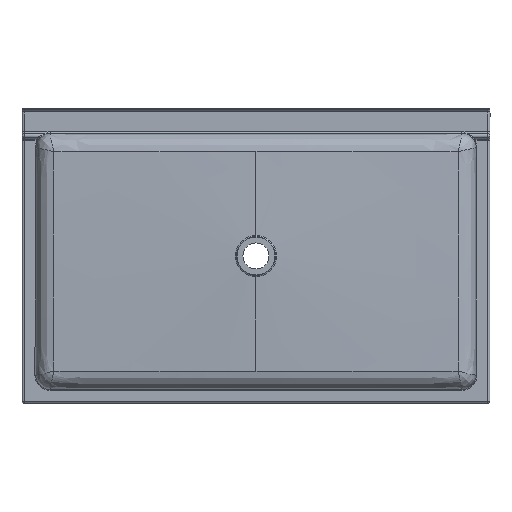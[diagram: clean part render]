
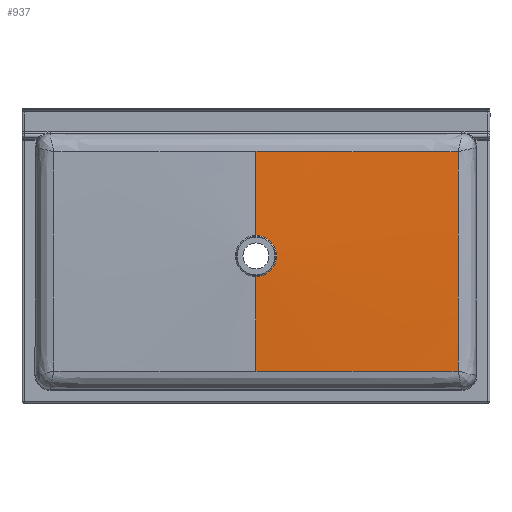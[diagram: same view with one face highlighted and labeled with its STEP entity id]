
A CAD part, front view. The second image highlights one B-rep face of the part: STEP entity #937.
In plain terms, the highlighted conical face has half-angle 88 degrees and reference radius 59.674 mm.
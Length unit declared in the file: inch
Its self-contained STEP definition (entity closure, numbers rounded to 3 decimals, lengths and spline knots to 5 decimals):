
#25 = CARTESIAN_POINT ( 'NONE',  ( 6.80224, -3.66428, 12.06467 ) ) ;
#88 = VERTEX_POINT ( 'NONE', #3160 ) ;
#119 = ORIENTED_EDGE ( 'NONE', *, *, #7460, .T. ) ;
#199 = CARTESIAN_POINT ( 'NONE',  ( 0., -3.68168, -13.32416 ) ) ;
#492 = CARTESIAN_POINT ( 'NONE',  ( 0., -4.06492, 2.34936 ) ) ;
#615 = CARTESIAN_POINT ( 'NONE',  ( 10.68828, -3.58488, 12.05545 ) ) ;
#666 = B_SPLINE_CURVE_WITH_KNOTS ( 'NONE', 3,
 ( #4184, #6590, #1207, #3592, #5998, #615, #3004, #5410, #25, #2417, #4817, #7216, #1829, #4220 ),
 .UNSPECIFIED., .F., .F.,
 ( 4, 2, 2, 2, 2, 2, 4 ),
 ( 0., 0.14809, 0.29618, 0.37022, 0.44427, 0.51831, 0.59236 ),
 .UNSPECIFIED. ) ;
#678 = B_SPLINE_CURVE_WITH_KNOTS ( 'NONE', 3,
 ( #7760, #2368, #4766, #7170, #1779, #4172, #6578, #1196, #3581, #5987 ),
 .UNSPECIFIED., .F., .F.,
 ( 4, 2, 2, 2, 4 ),
 ( 0., 0.16079, 0.32159, 0.48238, 0.64318 ),
 .UNSPECIFIED. ) ;
#794 = DIRECTION ( 'NONE',  ( 0., 0., 1. ) ) ;
#827 = CARTESIAN_POINT ( 'NONE',  ( 21.37196, -3.26877, -13.28903 ) ) ;
#937 = ADVANCED_FACE ( 'NONE', ( #1382 ), #5067, .T. ) ;
#1196 = CARTESIAN_POINT ( 'NONE',  ( 23.32053, -3.29108, 7.81409 ) ) ;
#1207 = CARTESIAN_POINT ( 'NONE',  ( 19.43069, -3.34968, 12.03888 ) ) ;
#1360 = CIRCLE ( 'NONE', #5762, 2.37809 ) ;
#1382 = FACE_OUTER_BOUND ( 'NONE', #1918, .T. ) ;
#1410 = VERTEX_POINT ( 'NONE', #3798 ) ;
#1418 = CARTESIAN_POINT ( 'NONE',  ( 13.60151, -3.48458, -13.30173 ) ) ;
#1450 = DIRECTION ( 'NONE',  ( 0., 0., -1. ) ) ;
#1700 = AXIS2_PLACEMENT_3D ( 'NONE', #3770, #6176, #794 ) ;
#1779 = CARTESIAN_POINT ( 'NONE',  ( 23.32395, -3.3302, -2.73651 ) ) ;
#1829 = CARTESIAN_POINT ( 'NONE',  ( 0.97194, -3.72533, 12.07416 ) ) ;
#1855 = ORIENTED_EDGE ( 'NONE', *, *, #6163, .F. ) ;
#1863 = ORIENTED_EDGE ( 'NONE', *, *, #7234, .T. ) ;
#1918 = EDGE_LOOP ( 'NONE', ( #4556, #2930, #1863, #119, #3768, #1855 ) ) ;
#1998 = CARTESIAN_POINT ( 'NONE',  ( 4.85834, -3.65283, -13.31976 ) ) ;
#2062 = CARTESIAN_POINT ( 'NONE',  ( 0., -4.06492, -2.34936 ) ) ;
#2319 = CARTESIAN_POINT ( 'NONE',  ( 0., -3.72533, 12.07416 ) ) ;
#2368 = CARTESIAN_POINT ( 'NONE',  ( 23.31694, -3.24628, -11.17682 ) ) ;
#2417 = CARTESIAN_POINT ( 'NONE',  ( 4.859, -3.69367, 12.06888 ) ) ;
#2418 = EDGE_CURVE ( 'NONE', #5537, #88, #1360, .T. ) ;
#2589 = CARTESIAN_POINT ( 'NONE',  ( 0.97173, -3.68168, -13.32416 ) ) ;
#2828 = VERTEX_POINT ( 'NONE', #2319 ) ;
#2882 = DIRECTION ( 'NONE',  ( 0., 0.035, 0.999 ) ) ;
#2930 = ORIENTED_EDGE ( 'NONE', *, *, #7722, .T. ) ;
#2976 = CARTESIAN_POINT ( 'NONE',  ( 0., -4.06392, -2.37809 ) ) ;
#3004 = CARTESIAN_POINT ( 'NONE',  ( 9.71682, -3.60689, 12.05774 ) ) ;
#3160 = CARTESIAN_POINT ( 'NONE',  ( 0., -4.06392, 2.37809 ) ) ;
#3214 = CARTESIAN_POINT ( 'NONE',  ( 23.31443, -3.20988, -13.28672 ) ) ;
#3556 = CARTESIAN_POINT ( 'NONE',  ( 23.31443, -3.20988, -13.28672 ) ) ;
#3581 = CARTESIAN_POINT ( 'NONE',  ( 23.31833, -3.26442, 9.92408 ) ) ;
#3592 = CARTESIAN_POINT ( 'NONE',  ( 15.54532, -3.4613, 12.04524 ) ) ;
#3768 = ORIENTED_EDGE ( 'NONE', *, *, #5985, .T. ) ;
#3770 = CARTESIAN_POINT ( 'NONE',  ( 0., -4.06492, 0. ) ) ;
#3798 = CARTESIAN_POINT ( 'NONE',  ( 23.3159, -3.2307, 12.03401 ) ) ;
#3804 = CARTESIAN_POINT ( 'NONE',  ( 15.54423, -3.4338, -13.29805 ) ) ;
#4129 = B_SPLINE_CURVE_WITH_KNOTS ( 'NONE', 3,
 ( #199, #2589, #4992, #7390, #1998, #4396, #6802, #1418, #3804, #6210, #827, #3214 ),
 .UNSPECIFIED., .F., .F.,
 ( 4, 2, 2, 2, 2, 4 ),
 ( 0.59231, 0.66634, 0.74037, 0.88843, 1.03649, 1.18455 ),
 .UNSPECIFIED. ) ;
#4172 = CARTESIAN_POINT ( 'NONE',  ( 23.32431, -3.33415, 1.48387 ) ) ;
#4184 = CARTESIAN_POINT ( 'NONE',  ( 23.3159, -3.2307, 12.03401 ) ) ;
#4220 = CARTESIAN_POINT ( 'NONE',  ( 0., -3.72533, 12.07416 ) ) ;
#4396 = CARTESIAN_POINT ( 'NONE',  ( 7.77298, -3.61219, -13.31429 ) ) ;
#4430 = CARTESIAN_POINT ( 'NONE',  ( 0., -4.06392, 0. ) ) ;
#4467 = DIRECTION ( 'NONE',  ( 0., 0.035, -0.999 ) ) ;
#4556 = ORIENTED_EDGE ( 'NONE', *, *, #2418, .F. ) ;
#4766 = CARTESIAN_POINT ( 'NONE',  ( 23.31931, -3.27611, -9.06685 ) ) ;
#4817 = CARTESIAN_POINT ( 'NONE',  ( 3.88731, -3.70536, 12.07076 ) ) ;
#4992 = CARTESIAN_POINT ( 'NONE',  ( 1.94345, -3.67794, -13.32355 ) ) ;
#5067 = CONICAL_SURFACE ( 'NONE', #1700, 2.34936, 1.536 ) ;
#5410 = CARTESIAN_POINT ( 'NONE',  ( 7.7738, -3.6466, 12.06234 ) ) ;
#5457 = VERTEX_POINT ( 'NONE', #6400 ) ;
#5537 = VERTEX_POINT ( 'NONE', #2976 ) ;
#5549 = VECTOR ( 'NONE', #4467, 39.37008 ) ;
#5762 = AXIS2_PLACEMENT_3D ( 'NONE', #4430, #6832, #1450 ) ;
#5956 = VERTEX_POINT ( 'NONE', #3556 ) ;
#5985 = EDGE_CURVE ( 'NONE', #1410, #2828, #666, .T. ) ;
#5987 = CARTESIAN_POINT ( 'NONE',  ( 23.3159, -3.2307, 12.03401 ) ) ;
#5998 = CARTESIAN_POINT ( 'NONE',  ( 13.60258, -3.51428, 12.049 ) ) ;
#6163 = EDGE_CURVE ( 'NONE', #88, #2828, #6462, .T. ) ;
#6176 = DIRECTION ( 'NONE',  ( 0., 1., 0. ) ) ;
#6210 = CARTESIAN_POINT ( 'NONE',  ( 19.42945, -3.32593, -13.29172 ) ) ;
#6400 = CARTESIAN_POINT ( 'NONE',  ( 0., -3.68168, -13.32416 ) ) ;
#6462 = LINE ( 'NONE', #492, #6726 ) ;
#6578 = CARTESIAN_POINT ( 'NONE',  ( 23.32354, -3.32599, 3.59399 ) ) ;
#6590 = CARTESIAN_POINT ( 'NONE',  ( 21.37331, -3.29095, 12.03626 ) ) ;
#6726 = VECTOR ( 'NONE', #2882, 39.37008 ) ;
#6802 = CARTESIAN_POINT ( 'NONE',  ( 9.71589, -3.57379, -13.30982 ) ) ;
#6832 = DIRECTION ( 'NONE',  ( 0., -1., 0. ) ) ;
#7170 = CARTESIAN_POINT ( 'NONE',  ( 23.32283, -3.31812, -4.84672 ) ) ;
#7216 = CARTESIAN_POINT ( 'NONE',  ( 1.94378, -3.7212, 12.07341 ) ) ;
#7234 = EDGE_CURVE ( 'NONE', #5457, #5956, #4129, .T. ) ;
#7390 = CARTESIAN_POINT ( 'NONE',  ( 3.88675, -3.66351, -13.32134 ) ) ;
#7456 = LINE ( 'NONE', #2062, #5549 ) ;
#7460 = EDGE_CURVE ( 'NONE', #5956, #1410, #678, .T. ) ;
#7722 = EDGE_CURVE ( 'NONE', #5537, #5457, #7456, .T. ) ;
#7760 = CARTESIAN_POINT ( 'NONE',  ( 23.31443, -3.20988, -13.28672 ) ) ;
